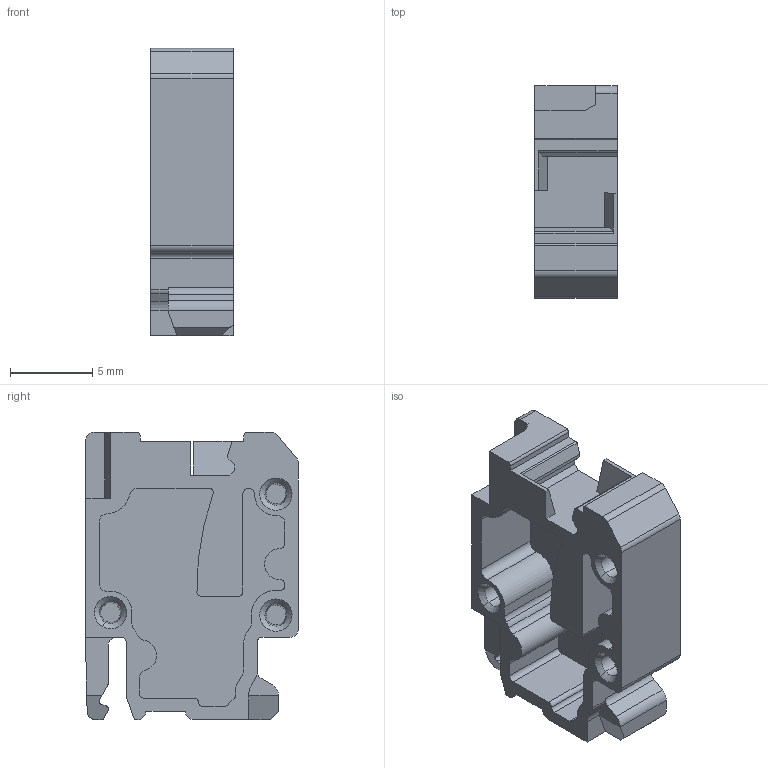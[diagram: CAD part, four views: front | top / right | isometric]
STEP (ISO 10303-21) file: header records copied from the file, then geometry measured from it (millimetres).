
FILE_DESCRIPTION(('CATIA V5R24 STEP','CAx-IF Rec.Pracs.--- Model Styling and Organization---1.2---2011-12-15'),'2;1');
FILE_NAME ('039145-1_1', '2018-08-13T08:59:26+00:00', ('Weidmueller Interface'), ('Weidmueller'), 'CATIA Version 5-6 Release 2014 SP4 HF52', 'CATIA V5 STEP AP214', 'none');
FILE_SCHEMA(('AUTOMOTIVE_DESIGN { 1 0 10303 214 1 1 1 1 }'));
Length unit declared in the file: millimetre
Products named in the file (1): 1676620000
Bounding box: 5 x 12.9 x 17.45 mm (x, y, z)
Volume: 540.8 mm3; surface area: 1068.1 mm2
Topology: 1 solids, 1 shells, 149 faces, 416 edges, 273 vertices
Faces by surface type: plane 76, cylinder 61, cone 12
Entity records: 4692 total; most frequent: CARTESIAN_POINT 899, ORIENTED_EDGE 832, DIRECTION 685, EDGE_CURVE 416, VECTOR 281, LINE 281, VERTEX_POINT 273, AXIS2_PLACEMENT_3D 265
